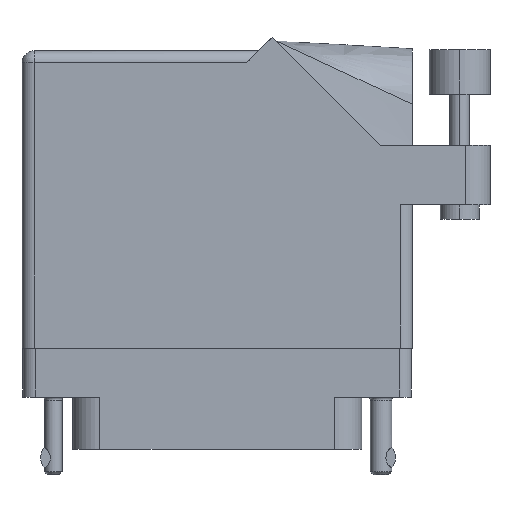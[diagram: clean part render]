
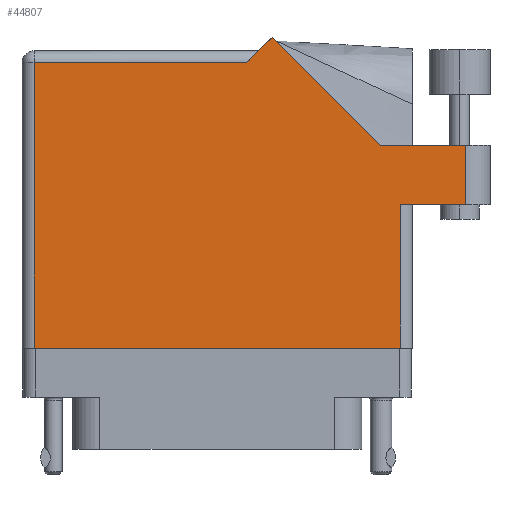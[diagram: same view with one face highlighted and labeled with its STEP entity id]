
A CAD part, front view. The second image highlights one B-rep face of the part: STEP entity #44807.
In plain terms, the highlighted face is planar.
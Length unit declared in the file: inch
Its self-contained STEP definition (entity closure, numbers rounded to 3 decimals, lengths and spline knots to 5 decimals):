
#320 = ORIENTED_EDGE ( 'NONE', *, *, #9610, .T. ) ;
#396 = EDGE_CURVE ( 'NONE', #11201, #11291, #16381, .T. ) ;
#912 = EDGE_CURVE ( 'NONE', #14906, #43571, #19255, .T. ) ;
#1819 = LINE ( 'NONE', #30132, #18440 ) ;
#4436 = VECTOR ( 'NONE', #37741, 39.37008 ) ;
#6190 = VERTEX_POINT ( 'NONE', #9107 ) ;
#6231 = ORIENTED_EDGE ( 'NONE', *, *, #9473, .T. ) ;
#6591 = DIRECTION ( 'NONE',  ( -0.707, -0.707, 0. ) ) ;
#6654 = LINE ( 'NONE', #15877, #36412 ) ;
#7654 = VECTOR ( 'NONE', #6591, 39.37008 ) ;
#8769 = CARTESIAN_POINT ( 'NONE',  ( 0.83942, 0.944, 0.455 ) ) ;
#8902 = ORIENTED_EDGE ( 'NONE', *, *, #13346, .T. ) ;
#8944 = FACE_OUTER_BOUND ( 'NONE', #33941, .T. ) ;
#9053 = EDGE_CURVE ( 'NONE', #42638, #48741, #6654, .T. ) ;
#9107 = CARTESIAN_POINT ( 'NONE',  ( 0.28271, 1.50071, 0.455 ) ) ;
#9473 = EDGE_CURVE ( 'NONE', #11291, #42638, #20908, .T. ) ;
#9610 = EDGE_CURVE ( 'NONE', #43571, #46812, #1819, .T. ) ;
#10007 = AXIS2_PLACEMENT_3D ( 'NONE', #31752, #37950, #28546 ) ;
#10800 = VECTOR ( 'NONE', #46369, 39.37008 ) ;
#10904 = EDGE_CURVE ( 'NONE', #6190, #14906, #42129, .T. ) ;
#11201 = VERTEX_POINT ( 'NONE', #24058 ) ;
#11291 = VERTEX_POINT ( 'NONE', #39499 ) ;
#11568 = CARTESIAN_POINT ( 'NONE',  ( 1.28, 0.944, 0.455 ) ) ;
#12007 = DIRECTION ( 'NONE',  ( 1., 0., 0. ) ) ;
#13094 = CARTESIAN_POINT ( 'NONE',  ( -1.005, -0.1, 0.455 ) ) ;
#13346 = EDGE_CURVE ( 'NONE', #48741, #6190, #45462, .T. ) ;
#14906 = VERTEX_POINT ( 'NONE', #19134 ) ;
#15630 = CARTESIAN_POINT ( 'NONE',  ( 1.005, 0.637, 0.455 ) ) ;
#15877 = CARTESIAN_POINT ( 'NONE',  ( 1.405, 0.944, 0.455 ) ) ;
#15959 = CARTESIAN_POINT ( 'NONE',  ( 0.943, 0.637, 0.455 ) ) ;
#16381 = LINE ( 'NONE', #15630, #24137 ) ;
#17002 = ORIENTED_EDGE ( 'NONE', *, *, #10904, .T. ) ;
#17882 = ORIENTED_EDGE ( 'NONE', *, *, #912, .T. ) ;
#18440 = VECTOR ( 'NONE', #37093, 39.37008 ) ;
#19134 = CARTESIAN_POINT ( 'NONE',  ( 0.15, 1.368, 0.455 ) ) ;
#19255 = LINE ( 'NONE', #22041, #40144 ) ;
#20129 = EDGE_CURVE ( 'NONE', #46812, #38359, #48350, .T. ) ;
#20908 = LINE ( 'NONE', #46202, #10800 ) ;
#22041 = CARTESIAN_POINT ( 'NONE',  ( -1.005, 1.368, 0.455 ) ) ;
#22682 = EDGE_CURVE ( 'NONE', #38359, #11201, #29082, .T. ) ;
#24058 = CARTESIAN_POINT ( 'NONE',  ( 0.943, 0.637, 0.455 ) ) ;
#24137 = VECTOR ( 'NONE', #12007, 39.37008 ) ;
#27103 = DIRECTION ( 'NONE',  ( 0., 1., 0. ) ) ;
#27912 = CARTESIAN_POINT ( 'NONE',  ( 0.83942, 0.944, 0.455 ) ) ;
#28546 = DIRECTION ( 'NONE',  ( -1., 0., 0. ) ) ;
#29082 = LINE ( 'NONE', #15959, #32043 ) ;
#29133 = CARTESIAN_POINT ( 'NONE',  ( -0.943, -0.1, 0.455 ) ) ;
#30132 = CARTESIAN_POINT ( 'NONE',  ( -0.943, -0.1, 0.455 ) ) ;
#31700 = PLANE ( 'NONE',  #10007 ) ;
#31727 = DIRECTION ( 'NONE',  ( 1., 0., 0. ) ) ;
#31752 = CARTESIAN_POINT ( 'NONE',  ( -1.005, 1.43, 0.455 ) ) ;
#32043 = VECTOR ( 'NONE', #27103, 39.37008 ) ;
#32740 = CARTESIAN_POINT ( 'NONE',  ( 0.943, -0.1, 0.455 ) ) ;
#33865 = ORIENTED_EDGE ( 'NONE', *, *, #20129, .T. ) ;
#33941 = EDGE_LOOP ( 'NONE', ( #45609, #6231, #46548, #8902, #17002, #17882, #320, #33865, #37898 ) ) ;
#36412 = VECTOR ( 'NONE', #43000, 39.37008 ) ;
#37093 = DIRECTION ( 'NONE',  ( 0., -1., 0. ) ) ;
#37741 = DIRECTION ( 'NONE',  ( -0.707, 0.707, 0. ) ) ;
#37898 = ORIENTED_EDGE ( 'NONE', *, *, #22682, .T. ) ;
#37950 = DIRECTION ( 'NONE',  ( 0., 0., -1. ) ) ;
#38228 = VECTOR ( 'NONE', #31727, 39.37008 ) ;
#38359 = VERTEX_POINT ( 'NONE', #32740 ) ;
#39174 = CARTESIAN_POINT ( 'NONE',  ( -0.943, 1.368, 0.455 ) ) ;
#39499 = CARTESIAN_POINT ( 'NONE',  ( 1.28, 0.637, 0.455 ) ) ;
#40144 = VECTOR ( 'NONE', #44655, 39.37008 ) ;
#42129 = LINE ( 'NONE', #48485, #7654 ) ;
#42638 = VERTEX_POINT ( 'NONE', #11568 ) ;
#43000 = DIRECTION ( 'NONE',  ( -1., 0., 0. ) ) ;
#43571 = VERTEX_POINT ( 'NONE', #39174 ) ;
#44655 = DIRECTION ( 'NONE',  ( -1., 0., 0. ) ) ;
#44807 = ADVANCED_FACE ( 'NONE', ( #8944 ), #31700, .F. ) ;
#45462 = LINE ( 'NONE', #8769, #4436 ) ;
#45609 = ORIENTED_EDGE ( 'NONE', *, *, #396, .T. ) ;
#46202 = CARTESIAN_POINT ( 'NONE',  ( 1.28, 0.944, 0.455 ) ) ;
#46369 = DIRECTION ( 'NONE',  ( 0., 1., 0. ) ) ;
#46548 = ORIENTED_EDGE ( 'NONE', *, *, #9053, .T. ) ;
#46812 = VERTEX_POINT ( 'NONE', #29133 ) ;
#48350 = LINE ( 'NONE', #13094, #38228 ) ;
#48485 = CARTESIAN_POINT ( 'NONE',  ( 0.212, 1.43, 0.455 ) ) ;
#48741 = VERTEX_POINT ( 'NONE', #27912 ) ;
